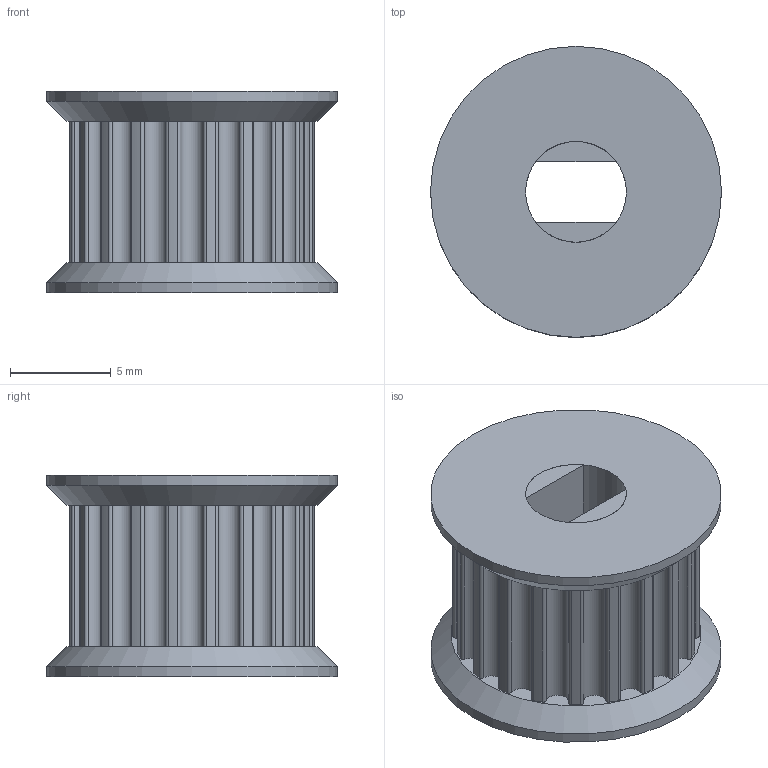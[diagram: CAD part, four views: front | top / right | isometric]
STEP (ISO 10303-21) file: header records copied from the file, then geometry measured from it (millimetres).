
FILE_DESCRIPTION(/* description */ (''),/* implementation_level */ '2;1');
FILE_NAME(/* name */ 'abae7155-92a7-4bd6-98b7-4af3d6a39f4a.stp',/* time_stamp */ '2024-07-31T10:03:02Z',/* author */ (''),/* organization */ (''),/* preprocessor_version */ 'ST-DEVELOPER v20',/* originating_system */ 'Autodesk Translation Framework v13.14.0.145',/* authorisation */ '');
FILE_SCHEMA (('AUTOMOTIVE_DESIGN { 1 0 10303 214 3 1 1 }'));
Length unit declared in the file: millimetre
Products named in the file (1): GT2 Pulley v3
Bounding box: 14.42 x 14.42 x 10 mm (x, y, z)
Volume: 1029.7 mm3; surface area: 1211 mm2
Topology: 3 solids, 3 shells, 97 faces, 265 edges, 176 vertices
Faces by surface type: cylinder 85, plane 10, cone 2
Full cylindrical faces by diameter (mm): 5 x1, 14.425 x2
Entity records: 3229 total; most frequent: DIRECTION 633, CARTESIAN_POINT 539, ORIENTED_EDGE 530, AXIS2_PLACEMENT_3D 270, EDGE_CURVE 265, VERTEX_POINT 176, CIRCLE 172, EDGE_LOOP 101
